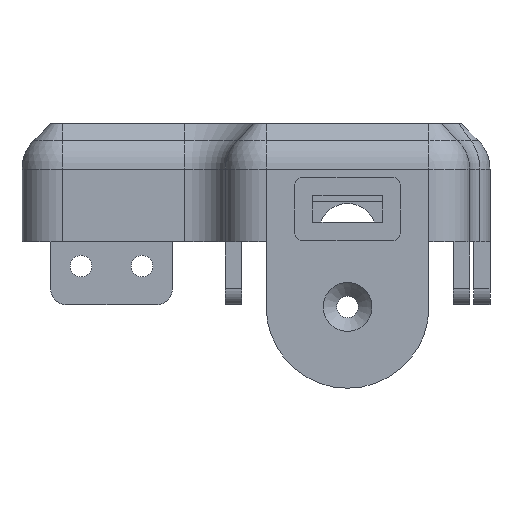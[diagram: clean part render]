
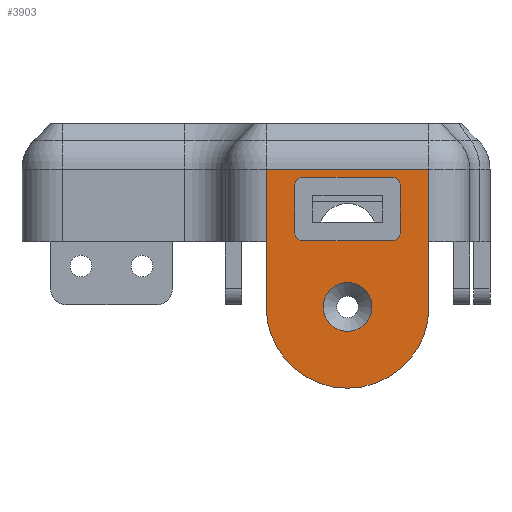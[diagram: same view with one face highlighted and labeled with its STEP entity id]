
A CAD part, front view. The second image highlights one B-rep face of the part: STEP entity #3903.
In plain terms, the highlighted planar face has unit normal (0, -1, 0).
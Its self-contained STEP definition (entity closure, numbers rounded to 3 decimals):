
#65=FACE_BOUND('',#543,.T.);
#66=FACE_BOUND('',#544,.T.);
#148=PLANE('',#4258);
#326=FACE_OUTER_BOUND('',#542,.T.);
#542=EDGE_LOOP('',(#3180,#3181,#3182,#3183,#3184,#3185));
#543=EDGE_LOOP('',(#3186,#3187,#3188,#3189,#3190,#3191,#3192,#3193));
#544=EDGE_LOOP('',(#3194,#3195));
#655=LINE('',#5564,#1060);
#665=LINE('',#5593,#1070);
#668=LINE('',#5601,#1073);
#743=LINE('',#5806,#1148);
#773=LINE('',#5873,#1178);
#887=LINE('',#6308,#1292);
#908=LINE('',#6389,#1313);
#909=LINE('',#6391,#1314);
#910=LINE('',#6393,#1315);
#1060=VECTOR('',#4404,10.);
#1070=VECTOR('',#4428,10.);
#1073=VECTOR('',#4437,10.);
#1148=VECTOR('',#4618,10.);
#1178=VECTOR('',#4674,10.);
#1292=VECTOR('',#5034,10.);
#1313=VECTOR('',#5137,10.);
#1314=VECTOR('',#5140,10.);
#1315=VECTOR('',#5143,10.);
#1462=CIRCLE('',#4016,1.);
#1464=CIRCLE('',#4020,1.);
#1467=CIRCLE('',#4026,1.);
#1468=CIRCLE('',#4029,1.);
#1571=CIRCLE('',#4259,10.);
#1572=CIRCLE('',#4260,3.);
#1573=CIRCLE('',#4261,3.);
#1614=VERTEX_POINT('',#5554);
#1615=VERTEX_POINT('',#5556);
#1617=VERTEX_POINT('',#5562);
#1620=VERTEX_POINT('',#5569);
#1621=VERTEX_POINT('',#5571);
#1629=VERTEX_POINT('',#5592);
#1630=VERTEX_POINT('',#5596);
#1631=VERTEX_POINT('',#5600);
#1638=VERTEX_POINT('',#5621);
#1683=VERTEX_POINT('',#5738);
#1708=VERTEX_POINT('',#5804);
#1732=VERTEX_POINT('',#5872);
#1858=VERTEX_POINT('',#6301);
#1860=VERTEX_POINT('',#6307);
#1880=VERTEX_POINT('',#6394);
#1881=VERTEX_POINT('',#6395);
#1988=EDGE_CURVE('',#1614,#1615,#1462,.T.);
#1992=EDGE_CURVE('',#1614,#1617,#655,.T.);
#1995=EDGE_CURVE('',#1620,#1621,#1464,.T.);
#2006=EDGE_CURVE('',#1629,#1621,#665,.T.);
#2008=EDGE_CURVE('',#1629,#1630,#1467,.T.);
#2010=EDGE_CURVE('',#1631,#1630,#668,.T.);
#2012=EDGE_CURVE('',#1631,#1617,#1468,.T.);
#2110=EDGE_CURVE('',#1638,#1708,#743,.T.);
#2143=EDGE_CURVE('',#1683,#1732,#773,.T.);
#2331=EDGE_CURVE('',#1858,#1860,#887,.T.);
#2375=EDGE_CURVE('',#1860,#1683,#908,.T.);
#2376=EDGE_CURVE('',#1858,#1638,#909,.T.);
#2377=EDGE_CURVE('',#1732,#1708,#1571,.T.);
#2378=EDGE_CURVE('',#1620,#1615,#910,.T.);
#2379=EDGE_CURVE('',#1880,#1881,#1572,.T.);
#2380=EDGE_CURVE('',#1881,#1880,#1573,.T.);
#3180=ORIENTED_EDGE('',*,*,#2331,.F.);
#3181=ORIENTED_EDGE('',*,*,#2376,.T.);
#3182=ORIENTED_EDGE('',*,*,#2110,.T.);
#3183=ORIENTED_EDGE('',*,*,#2377,.F.);
#3184=ORIENTED_EDGE('',*,*,#2143,.F.);
#3185=ORIENTED_EDGE('',*,*,#2375,.F.);
#3186=ORIENTED_EDGE('',*,*,#2006,.T.);
#3187=ORIENTED_EDGE('',*,*,#1995,.F.);
#3188=ORIENTED_EDGE('',*,*,#2378,.T.);
#3189=ORIENTED_EDGE('',*,*,#1988,.F.);
#3190=ORIENTED_EDGE('',*,*,#1992,.T.);
#3191=ORIENTED_EDGE('',*,*,#2012,.F.);
#3192=ORIENTED_EDGE('',*,*,#2010,.T.);
#3193=ORIENTED_EDGE('',*,*,#2008,.F.);
#3194=ORIENTED_EDGE('',*,*,#2379,.T.);
#3195=ORIENTED_EDGE('',*,*,#2380,.T.);
#3903=ADVANCED_FACE('',(#326,#65,#66),#148,.T.);
#4016=AXIS2_PLACEMENT_3D('',#5557,#4397,#4398);
#4020=AXIS2_PLACEMENT_3D('',#5572,#4410,#4411);
#4026=AXIS2_PLACEMENT_3D('',#5597,#4432,#4433);
#4029=AXIS2_PLACEMENT_3D('',#5604,#4441,#4442);
#4258=AXIS2_PLACEMENT_3D('',#6390,#5138,#5139);
#4259=AXIS2_PLACEMENT_3D('',#6392,#5141,#5142);
#4260=AXIS2_PLACEMENT_3D('',#6396,#5144,#5145);
#4261=AXIS2_PLACEMENT_3D('',#6397,#5146,#5147);
#4397=DIRECTION('center_axis',(0.,-1.,0.));
#4398=DIRECTION('ref_axis',(-0.707,0.,0.707));
#4404=DIRECTION('',(1.,0.,0.));
#4410=DIRECTION('center_axis',(0.,-1.,0.));
#4411=DIRECTION('ref_axis',(-0.707,0.,-0.707));
#4428=DIRECTION('',(-1.,0.,0.));
#4432=DIRECTION('center_axis',(0.,-1.,0.));
#4433=DIRECTION('ref_axis',(0.707,0.,-0.707));
#4437=DIRECTION('',(0.,0.,-1.));
#4441=DIRECTION('center_axis',(0.,-1.,0.));
#4442=DIRECTION('ref_axis',(0.707,0.,0.707));
#4618=DIRECTION('',(0.,0.,-1.));
#4674=DIRECTION('',(0.,0.,-1.));
#5034=DIRECTION('',(1.,0.,0.));
#5137=DIRECTION('',(0.,0.,-1.));
#5138=DIRECTION('center_axis',(0.,-1.,0.));
#5139=DIRECTION('ref_axis',(1.,0.,0.));
#5140=DIRECTION('',(0.,0.,-1.));
#5141=DIRECTION('center_axis',(0.,1.,0.));
#5142=DIRECTION('ref_axis',(1.,0.,0.));
#5143=DIRECTION('',(0.,0.,1.));
#5144=DIRECTION('center_axis',(0.,1.,0.));
#5145=DIRECTION('ref_axis',(1.,0.,0.));
#5146=DIRECTION('center_axis',(0.,1.,0.));
#5147=DIRECTION('ref_axis',(1.,0.,0.));
#5554=CARTESIAN_POINT('',(-5.5,-46.25,5.9));
#5556=CARTESIAN_POINT('',(-6.5,-46.25,4.9));
#5557=CARTESIAN_POINT('Origin',(-5.5,-46.25,4.9));
#5562=CARTESIAN_POINT('',(5.5,-46.25,5.9));
#5564=CARTESIAN_POINT('',(-10.75,-46.25,5.9));
#5569=CARTESIAN_POINT('',(-6.5,-46.25,-0.85));
#5571=CARTESIAN_POINT('',(-5.5,-46.25,-1.85));
#5572=CARTESIAN_POINT('Origin',(-5.5,-46.25,-0.85));
#5592=CARTESIAN_POINT('',(5.5,-46.25,-1.85));
#5593=CARTESIAN_POINT('',(-4.25,-46.25,-1.85));
#5596=CARTESIAN_POINT('',(6.5,-46.25,-0.85));
#5597=CARTESIAN_POINT('Origin',(5.5,-46.25,-0.85));
#5600=CARTESIAN_POINT('',(6.5,-46.25,4.9));
#5601=CARTESIAN_POINT('',(6.5,-46.25,2.95));
#5604=CARTESIAN_POINT('Origin',(5.5,-46.25,4.9));
#5621=CARTESIAN_POINT('',(-10.,-46.25,-2.));
#5738=CARTESIAN_POINT('',(10.,-46.25,-2.));
#5804=CARTESIAN_POINT('',(-10.,-46.25,-10.));
#5806=CARTESIAN_POINT('',(-10.,-46.25,0.));
#5872=CARTESIAN_POINT('',(10.,-46.25,-10.));
#5873=CARTESIAN_POINT('',(10.,-46.25,0.));
#6301=CARTESIAN_POINT('',(-10.,-46.25,6.929));
#6307=CARTESIAN_POINT('',(10.,-46.25,6.929));
#6308=CARTESIAN_POINT('',(-12.824,-46.25,6.929));
#6389=CARTESIAN_POINT('',(10.,-46.25,0.));
#6390=CARTESIAN_POINT('Origin',(-15.,-46.25,0.));
#6391=CARTESIAN_POINT('',(-10.,-46.25,0.));
#6392=CARTESIAN_POINT('Origin',(0.,-46.25,-10.));
#6393=CARTESIAN_POINT('',(-6.5,-46.25,-0.925));
#6394=CARTESIAN_POINT('',(3.,-46.25,-10.));
#6395=CARTESIAN_POINT('',(-3.,-46.25,-10.));
#6396=CARTESIAN_POINT('Origin',(0.,-46.25,-10.));
#6397=CARTESIAN_POINT('Origin',(0.,-46.25,-10.));
